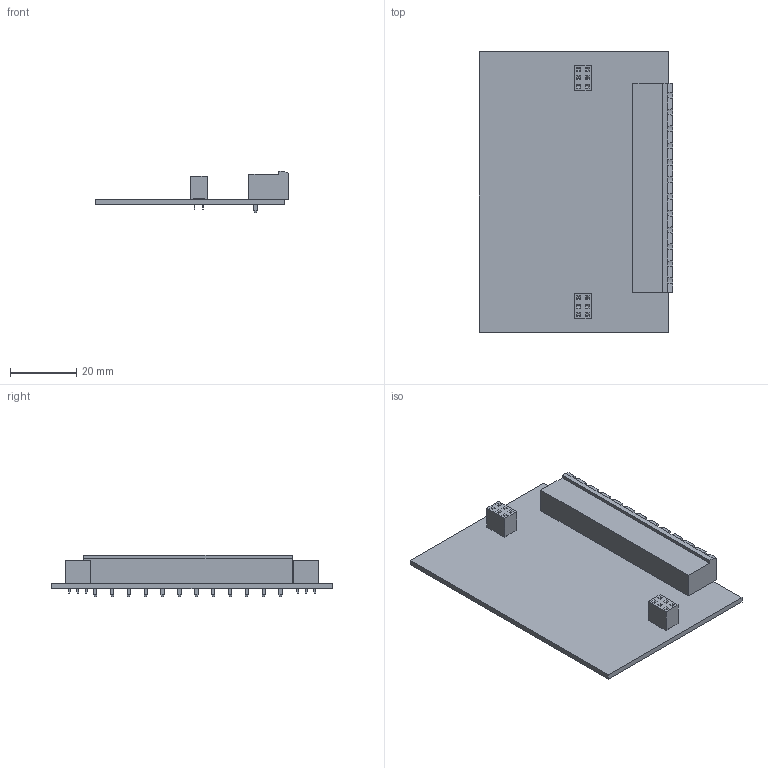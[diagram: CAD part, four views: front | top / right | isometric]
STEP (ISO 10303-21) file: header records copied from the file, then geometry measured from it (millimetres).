
FILE_DESCRIPTION(('FreeCAD Model'),'2;1');
FILE_NAME('Open CASCADE Shape Model','2023-03-09T23:08:09',(''),(''), 'Open CASCADE STEP processor 7.6','FreeCAD','Unknown');
FILE_SCHEMA(('AUTOMOTIVE_DESIGN { 1 0 10303 214 1 1 1 1 }'));
Length unit declared in the file: millimetre
Products named in the file (9): Bottom_Board; Local_CS_75de; Board_Geoms_75de; Pcb_75de; PCB_Sketch_75de; Step_Models_75de; Top_75de; J4_PinSocket_2x03_P254mm_Vertical_6f2efbd35967; J6_MSTBA_01x12_G_5_08mm_8cb2ad68314f
Assembly tree (9 placements, depth 4):
  Bottom_Board
    Local_CS_75de
    Board_Geoms_75de
      Pcb_75de
      PCB_Sketch_75de
    Step_Models_75de
      Top_75de
        J4_PinSocket_2x03_P254mm_Vertical_6f2efbd35967  x2
        J6_MSTBA_01x12_G_5_08mm_8cb2ad68314f
Bounding box: 58.25 x 84.5 x 12.6 mm (x, y, z)
Volume: 11220.9 mm3; surface area: 15313.6 mm2
Topology: 4 solids, 4 shells, 735 faces, 1837 edges, 1174 vertices
Faces by surface type: plane 699, cylinder 36
Full cylindrical faces by diameter (mm): 1 x12, 1.4 x12
Entity records: 19365 total; most frequent: CARTESIAN_POINT 2728, ORIENTED_EDGE 2658, DIRECTION 2503, EDGE_CURVE 1329, LINE 1261, VECTOR 1261, VERTEX_POINT 838, FACE_BOUND 629
